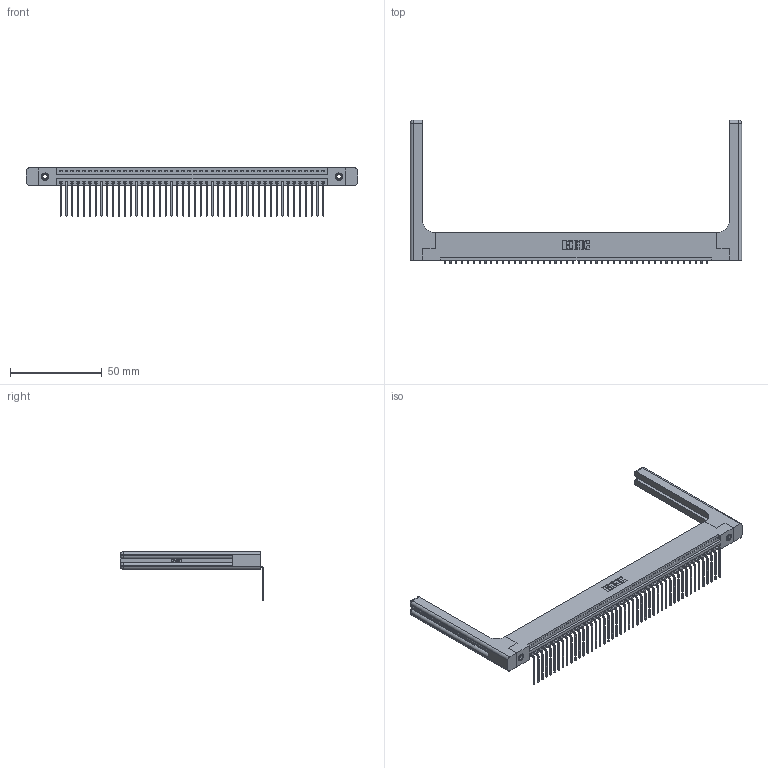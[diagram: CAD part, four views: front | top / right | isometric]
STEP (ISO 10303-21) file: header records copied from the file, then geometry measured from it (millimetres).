
FILE_DESCRIPTION (( 'STEP AP203' ), '1' );
FILE_NAME ('346-046-559-158.STEP', '2022-05-09T20:51:22', ( '' ), ( '' ), 'SwSTEP 2.0', 'SolidWorks 2020', '' );
FILE_SCHEMA (( 'CONFIG_CONTROL_DESIGN' ));
Length unit declared in the file: inch
Products named in the file (5): 346-220-058_345-220-058; 345-250-001_345-250-001-102; 346 Part_Flush Mounting Lugs - 0.156 Dia-TH; 345-292-001_558 559 Tail - 1; 346-046-559-158
Assembly tree (51 placements, depth 2):
  346-046-559-158
    346 Part_Flush Mounting Lugs - 0.156 Dia-TH
    345-292-001_558 559 Tail - 1  x46
    345-250-001_345-250-001-102  x2
    346-220-058_345-220-058  x2
Bounding box: 180.11 x 78.04 x 26.16 mm (x, y, z)
Volume: 24921.8 mm3; surface area: 27911.3 mm2
Topology: 51 solids, 51 shells, 3152 faces, 9403 edges, 6186 vertices
Faces by surface type: plane 2170, cylinder 922, bspline 36, cone 12, sphere 8, torus 4
Entity records: 33692 total; most frequent: CARTESIAN_POINT 6757, ORIENTED_EDGE 5532, DIRECTION 4886, EDGE_CURVE 2766, LINE 2358, VECTOR 2358, VERTEX_POINT 1834, AXIS2_PLACEMENT_3D 1264
